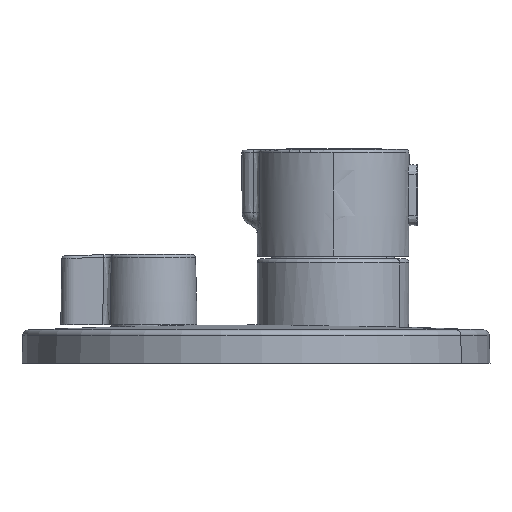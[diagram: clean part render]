
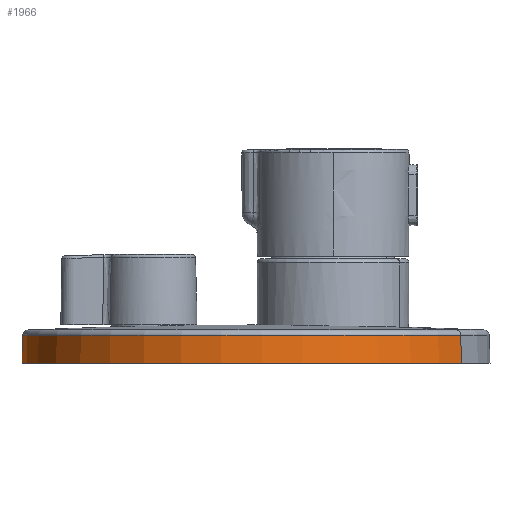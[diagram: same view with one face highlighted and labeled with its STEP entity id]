
A CAD part, left-side view. The second image highlights one B-rep face of the part: STEP entity #1966.
In plain terms, the highlighted conical face has half-angle 1.5 degrees and reference radius 84.697 mm.
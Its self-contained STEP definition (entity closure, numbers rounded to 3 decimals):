
#38 = CIRCLE ( 'NONE', #1432, 85.013 ) ;
#227 = ORIENTED_EDGE ( 'NONE', *, *, #2296, .F. ) ;
#237 = CARTESIAN_POINT ( 'NONE',  ( 0., 0., 0. ) ) ;
#249 = FACE_OUTER_BOUND ( 'NONE', #387, .T. ) ;
#267 = DIRECTION ( 'NONE',  ( 0., 0., -1. ) ) ;
#387 = EDGE_LOOP ( 'NONE', ( #227, #872, #1895, #3347 ) ) ;
#609 = CARTESIAN_POINT ( 'NONE',  ( 0., 0., 12.103 ) ) ;
#686 = AXIS2_PLACEMENT_3D ( 'NONE', #609, #933, #942 ) ;
#711 = EDGE_CURVE ( 'NONE', #3401, #1541, #3341, .T. ) ;
#782 = LINE ( 'NONE', #2925, #2954 ) ;
#872 = ORIENTED_EDGE ( 'NONE', *, *, #711, .T. ) ;
#933 = DIRECTION ( 'NONE',  ( 0., 0., -1. ) ) ;
#939 = DIRECTION ( 'NONE',  ( 0.013, 0.023, -1. ) ) ;
#942 = DIRECTION ( 'NONE',  ( 0.479, 0.878, 0. ) ) ;
#976 = VERTEX_POINT ( 'NONE', #1263 ) ;
#1125 = CARTESIAN_POINT ( 'NONE',  ( 0., 0., 10.24 ) ) ;
#1176 = VERTEX_POINT ( 'NONE', #1234 ) ;
#1234 = CARTESIAN_POINT ( 'NONE',  ( 40.758, 74.606, 0. ) ) ;
#1263 = CARTESIAN_POINT ( 'NONE',  ( -40.758, -74.606, 0. ) ) ;
#1381 = AXIS2_PLACEMENT_3D ( 'NONE', #1125, #1447, #2568 ) ;
#1432 = AXIS2_PLACEMENT_3D ( 'NONE', #237, #267, #2245 ) ;
#1447 = DIRECTION ( 'NONE',  ( 0., 0., -1. ) ) ;
#1541 = VERTEX_POINT ( 'NONE', #1671 ) ;
#1671 = CARTESIAN_POINT ( 'NONE',  ( 40.629, 74.371, 10.24 ) ) ;
#1895 = ORIENTED_EDGE ( 'NONE', *, *, #2761, .T. ) ;
#1944 = CARTESIAN_POINT ( 'NONE',  ( -40.606, -74.328, 12.103 ) ) ;
#1966 = ADVANCED_FACE ( 'NONE', ( #249 ), #3002, .T. ) ;
#2245 = DIRECTION ( 'NONE',  ( 1., 0., 0. ) ) ;
#2296 = EDGE_CURVE ( 'NONE', #3401, #976, #3430, .T. ) ;
#2325 = EDGE_CURVE ( 'NONE', #976, #1176, #38, .T. ) ;
#2568 = DIRECTION ( 'NONE',  ( 1., 0., 0. ) ) ;
#2593 = VECTOR ( 'NONE', #3631, 1000. ) ;
#2761 = EDGE_CURVE ( 'NONE', #1541, #1176, #782, .T. ) ;
#2898 = CARTESIAN_POINT ( 'NONE',  ( -40.629, -74.371, 10.24 ) ) ;
#2925 = CARTESIAN_POINT ( 'NONE',  ( 40.606, 74.328, 12.103 ) ) ;
#2954 = VECTOR ( 'NONE', #939, 1000. ) ;
#3002 = CONICAL_SURFACE ( 'NONE', #686, 84.696, 0.026 ) ;
#3341 = CIRCLE ( 'NONE', #1381, 84.745 ) ;
#3347 = ORIENTED_EDGE ( 'NONE', *, *, #2325, .F. ) ;
#3401 = VERTEX_POINT ( 'NONE', #2898 ) ;
#3430 = LINE ( 'NONE', #1944, #2593 ) ;
#3631 = DIRECTION ( 'NONE',  ( -0.013, -0.023, -1. ) ) ;
